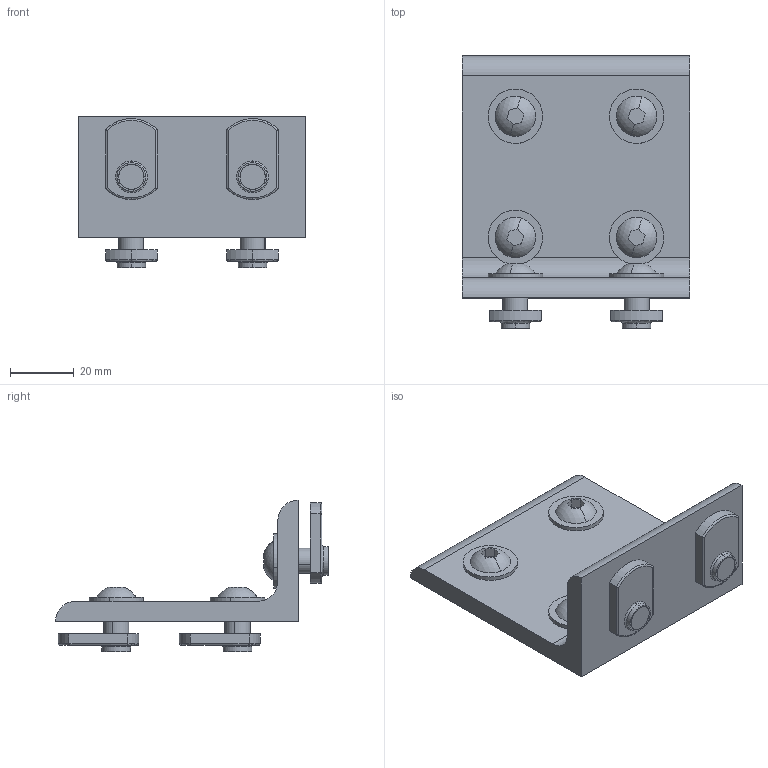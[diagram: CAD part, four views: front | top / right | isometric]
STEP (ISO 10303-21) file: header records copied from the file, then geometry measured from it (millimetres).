
FILE_DESCRIPTION (( 'STEP AP203' ), '1' );
FILE_NAME ('653203.SLDASM.step', '2003-10-13T11:30:21', ( 'Jerry Winters' ), ( 'GoEngineer' ), 'SwSTEP 2.0', 'SolidWorks 2003174', '' );
FILE_SCHEMA (( 'CONFIG_CONTROL_DESIGN' ));
Length unit declared in the file: inch
Products named in the file (5): 653203.SLDASM; Inside Corner Brackets (STD)_653203; 651129; 651097; FBHSCS_651134
Assembly tree (9 placements, depth 3):
  653203.SLDASM
    Inside Corner Brackets (STD)_653203
    651129  x6
      651097
      FBHSCS_651134
Bounding box: 71.37 x 85.72 x 47.62 mm (x, y, z)
Volume: 61090 mm3; surface area: 30112 mm2
Topology: 13 solids, 13 shells, 231 faces, 507 edges, 320 vertices
Faces by surface type: plane 96, cylinder 93, torus 30, sphere 12
Entity records: 2371 total; most frequent: DIRECTION 336, CARTESIAN_POINT 306, ORIENTED_EDGE 264, AXIS2_PLACEMENT_3D 139, EDGE_CURVE 132, VERTEX_POINT 85, EDGE_LOOP 73, CIRCLE 70
